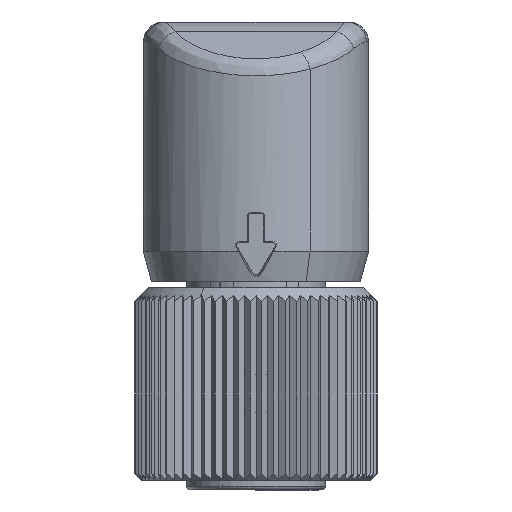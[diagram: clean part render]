
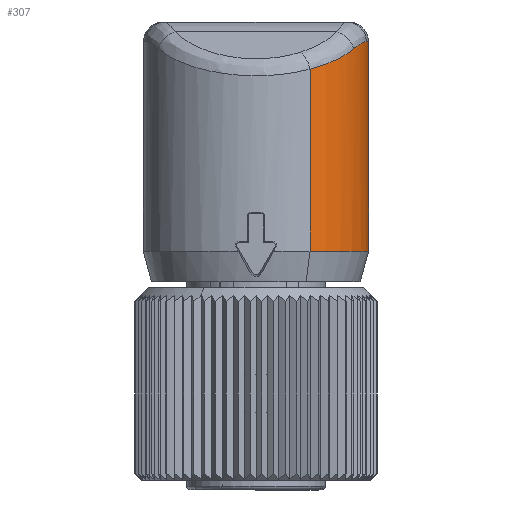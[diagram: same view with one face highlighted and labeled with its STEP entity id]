
A CAD part, front view. The second image highlights one B-rep face of the part: STEP entity #307.
In plain terms, the highlighted cylindrical face has radius 4.6 mm (diameter 9.2 mm), a partial arc.
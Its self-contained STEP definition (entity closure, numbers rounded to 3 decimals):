
#142=AXIS2_PLACEMENT_3D('Circle Axis2P3D',#140,#141,$) ;
#181=AXIS2_PLACEMENT_3D('Cylinder Axis2P3D',#178,#179,#180) ;
#272=AXIS2_PLACEMENT_3D('Circle Axis2P3D',#270,#271,$) ;
#140=CARTESIAN_POINT('Axis2P3D Location',(4.953,4.953,9.75)) ;
#144=CARTESIAN_POINT('Vertex',(7.159,0.916,9.75)) ;
#146=CARTESIAN_POINT('Vertex',(8.025,8.377,9.75)) ;
#178=CARTESIAN_POINT('Axis2P3D Location',(4.953,4.953,13.8)) ;
#183=CARTESIAN_POINT('Line Origine',(7.159,0.916,14.425)) ;
#187=CARTESIAN_POINT('Vertex',(7.159,0.916,17.175)) ;
#191=CARTESIAN_POINT('Control Point',(8.815,7.453,10.791)) ;
#192=CARTESIAN_POINT('Control Point',(8.609,7.772,10.413)) ;
#193=CARTESIAN_POINT('Control Point',(8.347,8.088,10.064)) ;
#194=CARTESIAN_POINT('Control Point',(8.025,8.377,9.75)) ;
#195=CARTESIAN_POINT('Vertex',(8.815,7.453,10.791)) ;
#199=CARTESIAN_POINT('Control Point',(8.815,7.453,10.791)) ;
#200=CARTESIAN_POINT('Control Point',(8.883,7.348,10.915)) ;
#201=CARTESIAN_POINT('Control Point',(8.946,7.243,11.043)) ;
#202=CARTESIAN_POINT('Control Point',(9.004,7.138,11.173)) ;
#203=CARTESIAN_POINT('Control Point',(9.106,6.94,11.428)) ;
#204=CARTESIAN_POINT('Control Point',(9.189,6.752,11.697)) ;
#205=CARTESIAN_POINT('Control Point',(9.224,6.665,11.829)) ;
#206=CARTESIAN_POINT('Control Point',(9.287,6.5,12.106)) ;
#207=CARTESIAN_POINT('Control Point',(9.33,6.372,12.406)) ;
#208=CARTESIAN_POINT('Control Point',(9.345,6.321,12.568)) ;
#209=CARTESIAN_POINT('Control Point',(9.353,6.295,12.734)) ;
#210=CARTESIAN_POINT('Control Point',(9.353,6.295,12.9)) ;
#211=CARTESIAN_POINT('Vertex',(9.353,6.295,12.9)) ;
#214=CARTESIAN_POINT('Line Origine',(9.353,6.295,14.425)) ;
#218=CARTESIAN_POINT('Vertex',(9.353,6.295,15.74)) ;
#222=CARTESIAN_POINT('Control Point',(6.463,9.298,18.059)) ;
#223=CARTESIAN_POINT('Control Point',(6.773,9.191,18.067)) ;
#224=CARTESIAN_POINT('Control Point',(7.064,9.059,18.038)) ;
#225=CARTESIAN_POINT('Control Point',(7.33,8.908,17.983)) ;
#226=CARTESIAN_POINT('Control Point',(7.759,8.619,17.852)) ;
#227=CARTESIAN_POINT('Control Point',(8.117,8.303,17.676)) ;
#228=CARTESIAN_POINT('Control Point',(8.262,8.159,17.592)) ;
#229=CARTESIAN_POINT('Control Point',(8.536,7.856,17.406)) ;
#230=CARTESIAN_POINT('Control Point',(8.762,7.543,17.196)) ;
#231=CARTESIAN_POINT('Control Point',(8.867,7.381,17.082)) ;
#232=CARTESIAN_POINT('Control Point',(9.006,7.14,16.905)) ;
#233=CARTESIAN_POINT('Control Point',(9.122,6.902,16.706)) ;
#234=CARTESIAN_POINT('Control Point',(9.157,6.825,16.64)) ;
#235=CARTESIAN_POINT('Control Point',(9.208,6.705,16.527)) ;
#236=CARTESIAN_POINT('Control Point',(9.253,6.59,16.402)) ;
#237=CARTESIAN_POINT('Control Point',(9.269,6.548,16.353)) ;
#238=CARTESIAN_POINT('Control Point',(9.305,6.448,16.225)) ;
#239=CARTESIAN_POINT('Control Point',(9.333,6.362,16.075)) ;
#240=CARTESIAN_POINT('Control Point',(9.347,6.316,15.973)) ;
#241=CARTESIAN_POINT('Control Point',(9.353,6.295,15.856)) ;
#242=CARTESIAN_POINT('Control Point',(9.353,6.295,15.74)) ;
#243=CARTESIAN_POINT('Vertex',(6.463,9.298,18.059)) ;
#247=CARTESIAN_POINT('Control Point',(3.443,9.298,18.059)) ;
#248=CARTESIAN_POINT('Control Point',(4.17,9.551,18.041)) ;
#249=CARTESIAN_POINT('Control Point',(4.953,9.642,18.035)) ;
#250=CARTESIAN_POINT('Control Point',(5.737,9.551,18.041)) ;
#251=CARTESIAN_POINT('Control Point',(6.463,9.298,18.059)) ;
#252=CARTESIAN_POINT('Vertex',(3.443,9.298,18.059)) ;
#256=CARTESIAN_POINT('Control Point',(3.443,9.298,18.059)) ;
#257=CARTESIAN_POINT('Control Point',(3.195,9.212,18.065)) ;
#258=CARTESIAN_POINT('Control Point',(2.962,9.107,18.043)) ;
#259=CARTESIAN_POINT('Control Point',(2.748,8.99,18.004)) ;
#260=CARTESIAN_POINT('Vertex',(2.748,8.99,18.004)) ;
#263=CARTESIAN_POINT('Line Origine',(2.748,8.99,14.425)) ;
#267=CARTESIAN_POINT('Vertex',(2.748,8.99,18.3)) ;
#270=CARTESIAN_POINT('Axis2P3D Location',(4.953,4.953,18.3)) ;
#274=CARTESIAN_POINT('Vertex',(9.451,3.99,18.3)) ;
#278=CARTESIAN_POINT('Control Point',(9.451,3.99,18.3)) ;
#279=CARTESIAN_POINT('Control Point',(9.374,3.631,18.3)) ;
#280=CARTESIAN_POINT('Control Point',(9.259,3.279,18.247)) ;
#281=CARTESIAN_POINT('Control Point',(9.109,2.952,18.146)) ;
#282=CARTESIAN_POINT('Control Point',(8.94,2.658,18.005)) ;
#283=CARTESIAN_POINT('Vertex',(8.94,2.658,18.005)) ;
#287=CARTESIAN_POINT('Control Point',(7.159,0.916,17.175)) ;
#288=CARTESIAN_POINT('Control Point',(7.73,1.229,17.323)) ;
#289=CARTESIAN_POINT('Control Point',(8.231,1.643,17.521)) ;
#290=CARTESIAN_POINT('Control Point',(8.635,2.128,17.752)) ;
#291=CARTESIAN_POINT('Control Point',(8.94,2.658,18.005)) ;
#141=DIRECTION('Axis2P3D Direction',(0.,0.,1.)) ;
#179=DIRECTION('Axis2P3D Direction',(0.,0.,1.)) ;
#180=DIRECTION('Axis2P3D XDirection',(0.479,-0.878,0.)) ;
#184=DIRECTION('Vector Direction',(0.,0.,1.)) ;
#215=DIRECTION('Vector Direction',(0.,0.,1.)) ;
#264=DIRECTION('Vector Direction',(0.,0.,1.)) ;
#271=DIRECTION('Axis2P3D Direction',(0.,0.,1.)) ;
#185=VECTOR('Line Direction',#184,1.) ;
#216=VECTOR('Line Direction',#215,1.) ;
#265=VECTOR('Line Direction',#264,1.) ;
#294=ORIENTED_EDGE('',*,*,#189,.T.) ;
#295=ORIENTED_EDGE('',*,*,#148,.T.) ;
#296=ORIENTED_EDGE('',*,*,#197,.F.) ;
#297=ORIENTED_EDGE('',*,*,#213,.T.) ;
#298=ORIENTED_EDGE('',*,*,#220,.F.) ;
#299=ORIENTED_EDGE('',*,*,#245,.F.) ;
#300=ORIENTED_EDGE('',*,*,#254,.F.) ;
#301=ORIENTED_EDGE('',*,*,#262,.F.) ;
#302=ORIENTED_EDGE('',*,*,#269,.T.) ;
#303=ORIENTED_EDGE('',*,*,#276,.F.) ;
#304=ORIENTED_EDGE('',*,*,#285,.F.) ;
#305=ORIENTED_EDGE('',*,*,#292,.F.) ;
#307=ADVANCED_FACE('48437_SAIL-M8BW-4-XXX.1\\40807_SAIL_GF_WI_M8.1\\K\X2\00F6\X0\rper.3',(#306),#182,.T.) ;
#190=B_SPLINE_CURVE_WITH_KNOTS('',3,(#191,#192,#193,#194),.UNSPECIFIED.,.F.,.U.,(4,4),(0.,2.268),.UNSPECIFIED.) ;
#198=B_SPLINE_CURVE_WITH_KNOTS('',5,(#199,#200,#201,#202,#203,#204,#205,#206,#207,#208,#209,#210),.UNSPECIFIED.,.F.,.U.,(6,3,3,6),(0.,1.251,2.393,3.568),.UNSPECIFIED.) ;
#221=B_SPLINE_CURVE_WITH_KNOTS('',5,(#222,#223,#224,#225,#226,#227,#228,#229,#230,#231,#232,#233,#234,#235,#236,#237,#238,#239,#240,#241,#242),.UNSPECIFIED.,.F.,.U.,(6,3,3,3,3,3,6),(0.,2.24,4.018,5.91,6.821,7.358,8.15),.UNSPECIFIED.) ;
#246=B_SPLINE_CURVE_WITH_KNOTS('',4,(#247,#248,#249,#250,#251),.UNSPECIFIED.,.F.,.U.,(5,5),(1.077,5.429),.UNSPECIFIED.) ;
#255=B_SPLINE_CURVE_WITH_KNOTS('',3,(#256,#257,#258,#259),.UNSPECIFIED.,.F.,.U.,(4,4),(0.,1.077),.UNSPECIFIED.) ;
#277=B_SPLINE_CURVE_WITH_KNOTS('',4,(#278,#279,#280,#281,#282),.UNSPECIFIED.,.F.,.U.,(5,5),(11.156,13.352),.UNSPECIFIED.) ;
#286=B_SPLINE_CURVE_WITH_KNOTS('',4,(#287,#288,#289,#290,#291),.UNSPECIFIED.,.F.,.U.,(5,5),(0.,3.481),.UNSPECIFIED.) ;
#143=CIRCLE('generated circle',#142,4.6) ;
#273=CIRCLE('generated circle',#272,4.6) ;
#182=CYLINDRICAL_SURFACE('generated cylinder',#181,4.6) ;
#148=EDGE_CURVE('',#145,#147,#143,.T.) ;
#189=EDGE_CURVE('',#188,#145,#186,.F.) ;
#197=EDGE_CURVE('',#196,#147,#190,.T.) ;
#213=EDGE_CURVE('',#196,#212,#198,.T.) ;
#220=EDGE_CURVE('',#219,#212,#217,.F.) ;
#245=EDGE_CURVE('',#244,#219,#221,.T.) ;
#254=EDGE_CURVE('',#253,#244,#246,.T.) ;
#262=EDGE_CURVE('',#261,#253,#255,.F.) ;
#269=EDGE_CURVE('',#261,#268,#266,.T.) ;
#276=EDGE_CURVE('',#275,#268,#273,.T.) ;
#285=EDGE_CURVE('',#284,#275,#277,.F.) ;
#292=EDGE_CURVE('',#188,#284,#286,.T.) ;
#293=EDGE_LOOP('',(#294,#295,#296,#297,#298,#299,#300,#301,#302,#303,#304,#305)) ;
#306=FACE_OUTER_BOUND('',#293,.T.) ;
#186=LINE('Line',#183,#185) ;
#217=LINE('Line',#214,#216) ;
#266=LINE('Line',#263,#265) ;
#145=VERTEX_POINT('',#144) ;
#147=VERTEX_POINT('',#146) ;
#188=VERTEX_POINT('',#187) ;
#196=VERTEX_POINT('',#195) ;
#212=VERTEX_POINT('',#211) ;
#219=VERTEX_POINT('',#218) ;
#244=VERTEX_POINT('',#243) ;
#253=VERTEX_POINT('',#252) ;
#261=VERTEX_POINT('',#260) ;
#268=VERTEX_POINT('',#267) ;
#275=VERTEX_POINT('',#274) ;
#284=VERTEX_POINT('',#283) ;
